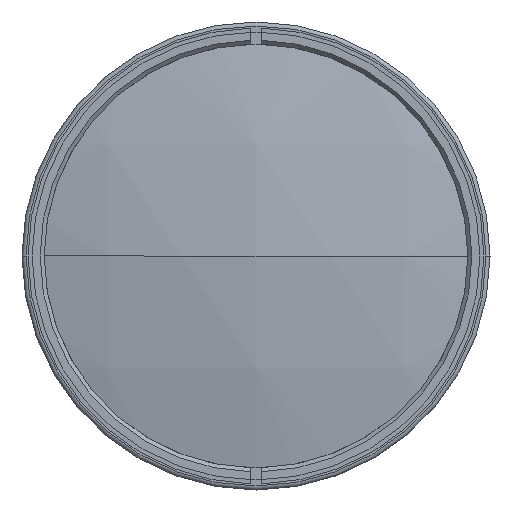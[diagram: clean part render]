
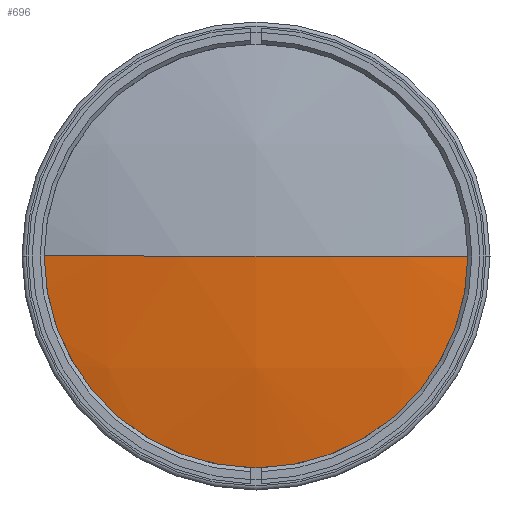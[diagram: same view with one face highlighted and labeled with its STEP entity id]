
A CAD part, left-side view. The second image highlights one B-rep face of the part: STEP entity #696.
In plain terms, the highlighted spherical face has radius 252 mm.
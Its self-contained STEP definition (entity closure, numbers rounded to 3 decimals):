
#22 = EDGE_CURVE ( 'NONE', #752, #1209, #292, .T. ) ;
#135 = DIRECTION ( 'NONE',  ( 0., -1., 0. ) ) ;
#173 = CARTESIAN_POINT ( 'NONE',  ( -226.429, 55., 0. ) ) ;
#292 = CIRCLE ( 'NONE', #3758, 252. ) ;
#547 = CARTESIAN_POINT ( 'NONE',  ( 19.496, 0., 0. ) ) ;
#696 = ADVANCED_FACE ( 'NONE', ( #3944 ), #2130, .T. ) ;
#752 = VERTEX_POINT ( 'NONE', #2051 ) ;
#780 = CARTESIAN_POINT ( 'NONE',  ( 19.496, 0., 0. ) ) ;
#961 = CIRCLE ( 'NONE', #2682, 55. ) ;
#1045 = DIRECTION ( 'NONE',  ( 0., 0., 1. ) ) ;
#1209 = VERTEX_POINT ( 'NONE', #3384 ) ;
#1317 = CIRCLE ( 'NONE', #1940, 252. ) ;
#1384 = AXIS2_PLACEMENT_3D ( 'NONE', #780, #4045, #3388 ) ;
#1417 = EDGE_CURVE ( 'NONE', #3021, #1209, #1317, .T. ) ;
#1676 = DIRECTION ( 'NONE',  ( 0., 0., 1. ) ) ;
#1739 = CARTESIAN_POINT ( 'NONE',  ( 19.496, 0., 0. ) ) ;
#1741 = CARTESIAN_POINT ( 'NONE',  ( -226.429, 0., 0. ) ) ;
#1850 = DIRECTION ( 'NONE',  ( 0., 1., 0. ) ) ;
#1940 = AXIS2_PLACEMENT_3D ( 'NONE', #1739, #1045, #135 ) ;
#2051 = CARTESIAN_POINT ( 'NONE',  ( -226.429, -55., 0. ) ) ;
#2073 = ORIENTED_EDGE ( 'NONE', *, *, #2528, .T. ) ;
#2130 = SPHERICAL_SURFACE ( 'NONE', #1384, 252. ) ;
#2467 = DIRECTION ( 'NONE',  ( 0., 0., -1. ) ) ;
#2528 = EDGE_CURVE ( 'NONE', #3021, #752, #961, .T. ) ;
#2652 = ORIENTED_EDGE ( 'NONE', *, *, #1417, .F. ) ;
#2682 = AXIS2_PLACEMENT_3D ( 'NONE', #1741, #2725, #1676 ) ;
#2725 = DIRECTION ( 'NONE',  ( -1., 0., 0. ) ) ;
#3021 = VERTEX_POINT ( 'NONE', #173 ) ;
#3384 = CARTESIAN_POINT ( 'NONE',  ( -232.504, 0., 0. ) ) ;
#3388 = DIRECTION ( 'NONE',  ( 0., 1., 0. ) ) ;
#3447 = EDGE_LOOP ( 'NONE', ( #2073, #3733, #2652 ) ) ;
#3733 = ORIENTED_EDGE ( 'NONE', *, *, #22, .T. ) ;
#3758 = AXIS2_PLACEMENT_3D ( 'NONE', #547, #2467, #1850 ) ;
#3944 = FACE_OUTER_BOUND ( 'NONE', #3447, .T. ) ;
#4045 = DIRECTION ( 'NONE',  ( 0., 0., -1. ) ) ;
